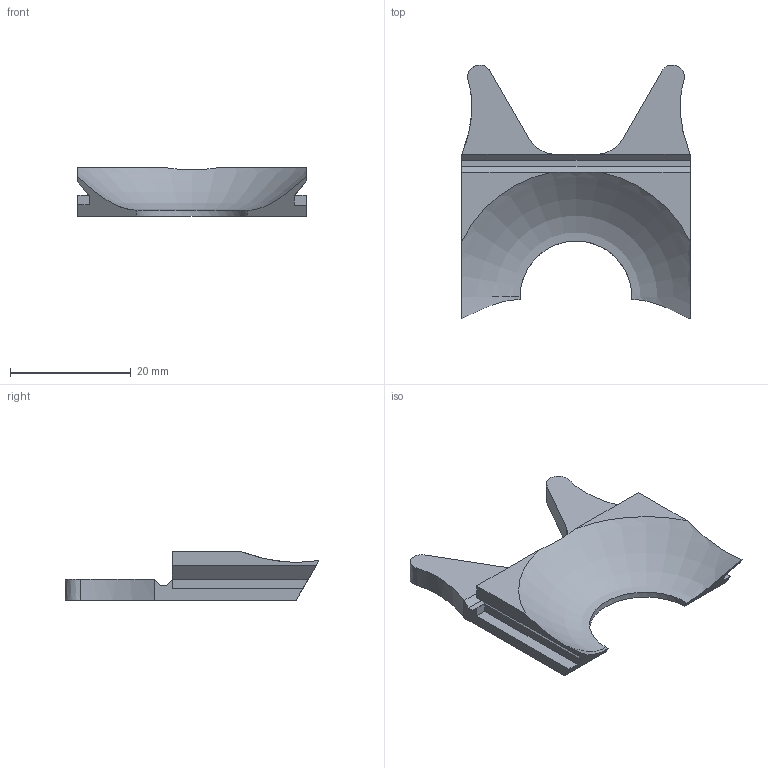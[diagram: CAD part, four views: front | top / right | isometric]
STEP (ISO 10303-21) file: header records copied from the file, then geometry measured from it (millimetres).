
FILE_DESCRIPTION(/* description */ (''),/* implementation_level */ '2;1');
FILE_NAME(/* name */ 'Pellet Burner scoop, front.step',/* time_stamp */ '2025-04-08T01:32:00-07:00',/* author */ (''),/* organization */ (''),/* preprocessor_version */ 'ST-DEVELOPER v20.1',/* originating_system */ 'Autodesk Translation Framework v14.4.0.0',/* authorisation */ '');
FILE_SCHEMA (('AUTOMOTIVE_DESIGN { 1 0 10303 214 3 1 1 }'));
Length unit declared in the file: millimetre
Products named in the file (2): Pellet Burner; Toolhead
Assembly tree (1 placements, depth 2):
  Pellet Burner
    Toolhead
Bounding box: 37.8 x 42 x 8 mm (x, y, z)
Volume: 3918 mm3; surface area: 3113.6 mm2
Topology: 1 solids, 1 shells, 35 faces, 93 edges, 60 vertices
Faces by surface type: plane 26, bspline 6, cylinder 3
Entity records: 1566 total; most frequent: CARTESIAN_POINT 633, ORIENTED_EDGE 186, DIRECTION 149, EDGE_CURVE 93, LINE 63, VECTOR 63, VERTEX_POINT 60, AXIS2_PLACEMENT_3D 43
